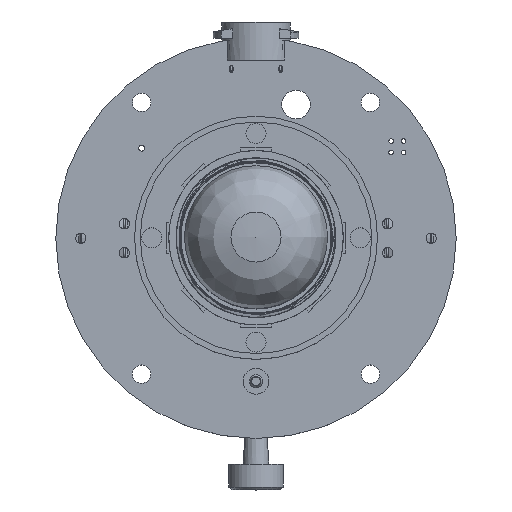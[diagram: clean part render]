
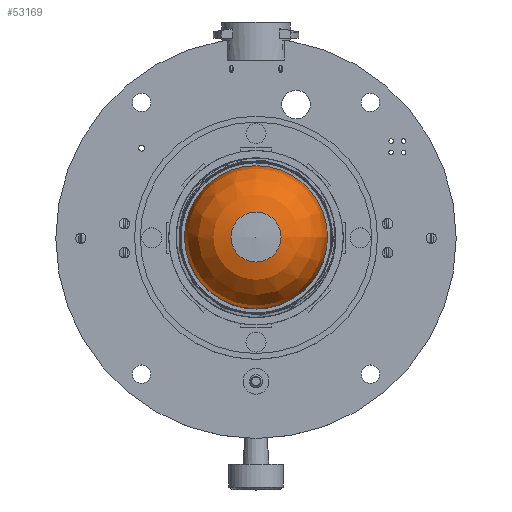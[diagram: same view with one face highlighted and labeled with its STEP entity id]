
A CAD part, top view. The second image highlights one B-rep face of the part: STEP entity #53169.
In plain terms, the highlighted free-form (B-spline) face has degree [2, 2] with [3, 9] control points.
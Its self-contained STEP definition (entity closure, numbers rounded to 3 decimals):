
#1891=(
BOUNDED_SURFACE()
B_SPLINE_SURFACE(2,2,((#114091,#114092,#114093,#114094,#114095,#114096,
#114097,#114098,#114099),(#114100,#114101,#114102,#114103,#114104,#114105,
#114106,#114107,#114108),(#114109,#114110,#114111,#114112,#114113,#114114,
#114115,#114116,#114117)),.UNSPECIFIED.,.F.,.T.,.F.)
B_SPLINE_SURFACE_WITH_KNOTS((3,3),(3,2,2,2,3),(-1.473,0.),(-3.142,
-1.571,0.,1.571,3.142),.UNSPECIFIED.)
GEOMETRIC_REPRESENTATION_ITEM()
RATIONAL_B_SPLINE_SURFACE(((1.,0.707,1.,0.707,1.,
0.707,1.,0.707,1.),(0.741,0.524,
0.741,0.524,0.741,0.524,0.741,
0.524,0.741),(1.,0.707,1.,0.707,
1.,0.707,1.,0.707,1.)))
REPRESENTATION_ITEM('')
SURFACE()
);
#7268=FACE_OUTER_BOUND('',#9673,.T.);
#9673=EDGE_LOOP('',(#49504,#49505,#49506,#49507,#49508));
#11124=CIRCLE('',#57262,12.5);
#11127=CIRCLE('',#57268,4.375);
#11129=CIRCLE('',#57270,4.375);
#11130=CIRCLE('',#57271,9.);
#29918=VERTEX_POINT('',#114076);
#29920=VERTEX_POINT('',#114085);
#29921=VERTEX_POINT('',#114086);
#37765=EDGE_CURVE('',#29918,#29918,#11124,.T.);
#37768=EDGE_CURVE('',#29920,#29921,#11127,.T.);
#37770=EDGE_CURVE('',#29921,#29920,#11129,.T.);
#37771=EDGE_CURVE('',#29918,#29921,#11130,.T.);
#49504=ORIENTED_EDGE('',*,*,#37765,.F.);
#49505=ORIENTED_EDGE('',*,*,#37771,.T.);
#49506=ORIENTED_EDGE('',*,*,#37770,.T.);
#49507=ORIENTED_EDGE('',*,*,#37768,.T.);
#49508=ORIENTED_EDGE('',*,*,#37771,.F.);
#53169=ADVANCED_FACE('',(#7268),#1891,.F.);
#57262=AXIS2_PLACEMENT_3D('',#114078,#70344,#70345);
#57268=AXIS2_PLACEMENT_3D('',#114087,#70356,#70357);
#57270=AXIS2_PLACEMENT_3D('',#114090,#70360,#70361);
#57271=AXIS2_PLACEMENT_3D('',#114118,#70362,#70363);
#70344=DIRECTION('center_axis',(0.,0.,-1.));
#70345=DIRECTION('ref_axis',(1.,0.,0.));
#70356=DIRECTION('center_axis',(0.,0.,-1.));
#70357=DIRECTION('ref_axis',(1.,0.,0.));
#70360=DIRECTION('center_axis',(0.,0.,-1.));
#70361=DIRECTION('ref_axis',(1.,0.,0.));
#70362=DIRECTION('center_axis',(0.,-1.,0.));
#70363=DIRECTION('ref_axis',(1.,0.,0.));
#114076=CARTESIAN_POINT('',(12.5,0.,113.979));
#114078=CARTESIAN_POINT('Origin',(0.,0.,113.979));
#114085=CARTESIAN_POINT('',(-4.375,0.,122.937));
#114086=CARTESIAN_POINT('',(4.375,0.,122.937));
#114087=CARTESIAN_POINT('Origin',(0.,0.,122.937));
#114090=CARTESIAN_POINT('Origin',(0.,0.,122.937));
#114091=CARTESIAN_POINT('Ctrl Pts',(4.375,0.,122.937));
#114092=CARTESIAN_POINT('Ctrl Pts',(4.375,-4.375,122.937));
#114093=CARTESIAN_POINT('Ctrl Pts',(0.,-4.375,122.937));
#114094=CARTESIAN_POINT('Ctrl Pts',(-4.375,-4.375,122.937));
#114095=CARTESIAN_POINT('Ctrl Pts',(-4.375,0.,122.937));
#114096=CARTESIAN_POINT('Ctrl Pts',(-4.375,4.375,122.937));
#114097=CARTESIAN_POINT('Ctrl Pts',(0.,4.375,122.937));
#114098=CARTESIAN_POINT('Ctrl Pts',(4.375,4.375,122.937));
#114099=CARTESIAN_POINT('Ctrl Pts',(4.375,0.,122.937));
#114100=CARTESIAN_POINT('Ctrl Pts',(12.5,0.,122.143));
#114101=CARTESIAN_POINT('Ctrl Pts',(12.5,-12.5,122.143));
#114102=CARTESIAN_POINT('Ctrl Pts',(0.,-12.5,122.143));
#114103=CARTESIAN_POINT('Ctrl Pts',(-12.5,-12.5,122.143));
#114104=CARTESIAN_POINT('Ctrl Pts',(-12.5,0.,122.143));
#114105=CARTESIAN_POINT('Ctrl Pts',(-12.5,12.5,122.143));
#114106=CARTESIAN_POINT('Ctrl Pts',(0.,12.5,122.143));
#114107=CARTESIAN_POINT('Ctrl Pts',(12.5,12.5,122.143));
#114108=CARTESIAN_POINT('Ctrl Pts',(12.5,0.,122.143));
#114109=CARTESIAN_POINT('Ctrl Pts',(12.5,0.,113.979));
#114110=CARTESIAN_POINT('Ctrl Pts',(12.5,-12.5,113.979));
#114111=CARTESIAN_POINT('Ctrl Pts',(0.,-12.5,113.979));
#114112=CARTESIAN_POINT('Ctrl Pts',(-12.5,-12.5,113.979));
#114113=CARTESIAN_POINT('Ctrl Pts',(-12.5,0.,113.979));
#114114=CARTESIAN_POINT('Ctrl Pts',(-12.5,12.5,113.979));
#114115=CARTESIAN_POINT('Ctrl Pts',(0.,12.5,113.979));
#114116=CARTESIAN_POINT('Ctrl Pts',(12.5,12.5,113.979));
#114117=CARTESIAN_POINT('Ctrl Pts',(12.5,0.,113.979));
#114118=CARTESIAN_POINT('Origin',(3.5,0.,113.979));
